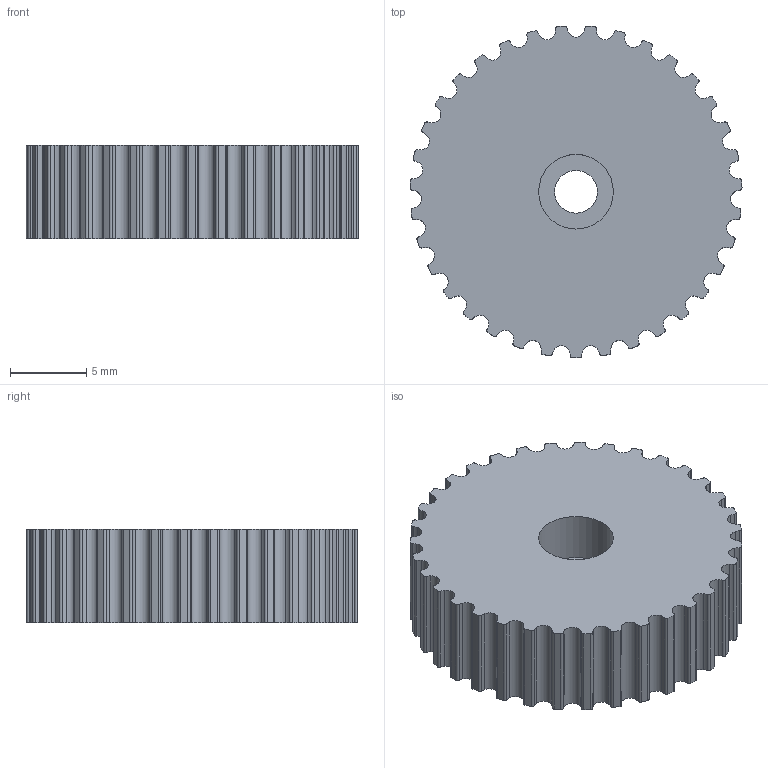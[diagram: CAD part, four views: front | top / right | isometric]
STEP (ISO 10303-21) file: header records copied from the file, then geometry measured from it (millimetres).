
FILE_DESCRIPTION(/* description */ (''),/* implementation_level */ '2;1');
FILE_NAME(/* name */ 'P204.step',/* time_stamp */ '2025-06-25T17:44:16+02:00',/* author */ (''),/* organization */ (''),/* preprocessor_version */ 'ST-DEVELOPER v20.1',/* originating_system */ 'Autodesk Translation Framework v14.10.0.0',/* authorisation */ '');
FILE_SCHEMA (('AUTOMOTIVE_DESIGN { 1 0 10303 214 3 1 1 }'));
Length unit declared in the file: millimetre
Products named in the file (1): base pulley1
Bounding box: 21.77 x 21.75 x 6.1 mm (x, y, z)
Volume: 2037.8 mm3; surface area: 1343.7 mm2
Topology: 1 solids, 1 shells, 215 faces, 636 edges, 424 vertices
Faces by surface type: cylinder 212, plane 3
Full cylindrical faces by diameter (mm): 2.8 x1, 4.9 x1
Entity records: 7491 total; most frequent: DIRECTION 1492, CARTESIAN_POINT 1276, ORIENTED_EDGE 1272, AXIS2_PLACEMENT_3D 640, EDGE_CURVE 636, CIRCLE 424, VERTEX_POINT 424, EDGE_LOOP 218
